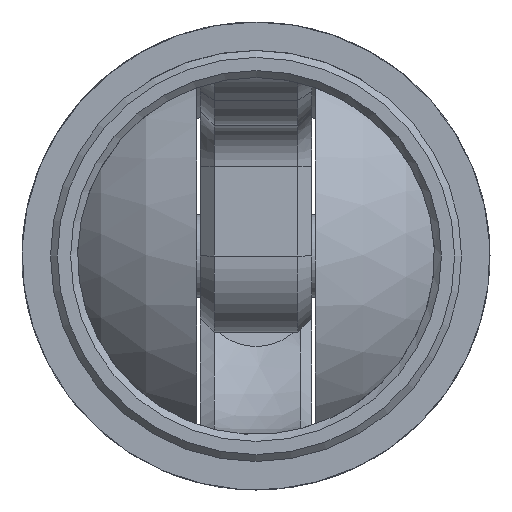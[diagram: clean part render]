
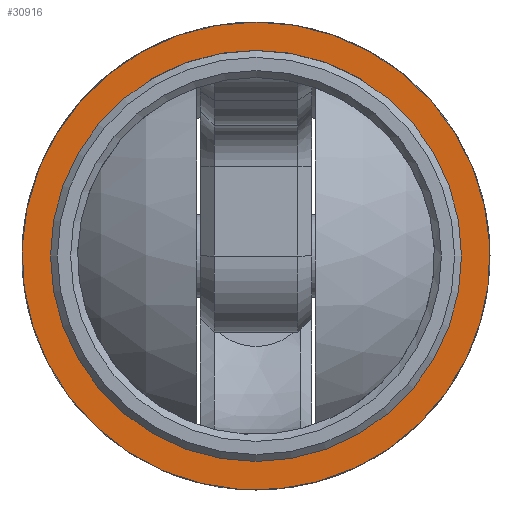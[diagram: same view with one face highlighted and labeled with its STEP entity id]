
A CAD part, front view. The second image highlights one B-rep face of the part: STEP entity #30916.
In plain terms, the highlighted planar face has unit normal (0, -1, 0).
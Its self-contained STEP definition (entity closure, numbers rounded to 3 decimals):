
#4552 = CARTESIAN_POINT ( 'NONE',  ( 0., 25., 0. ) ) ;
#5675 = VERTEX_POINT ( 'NONE', #26165 ) ;
#7206 = DIRECTION ( 'NONE',  ( 0., 0., 1. ) ) ;
#7722 = CARTESIAN_POINT ( 'NONE',  ( 0., 25., 0. ) ) ;
#14507 = AXIS2_PLACEMENT_3D ( 'NONE', #7722, #29648, #33138 ) ;
#15369 = CARTESIAN_POINT ( 'NONE',  ( 0., 25., 16.85 ) ) ;
#18595 = EDGE_LOOP ( 'NONE', ( #21358 ) ) ;
#21243 = AXIS2_PLACEMENT_3D ( 'NONE', #4552, #44190, #22566 ) ;
#21358 = ORIENTED_EDGE ( 'NONE', *, *, #23688, .T. ) ;
#22566 = DIRECTION ( 'NONE',  ( 0., 0., 1. ) ) ;
#22785 = ORIENTED_EDGE ( 'NONE', *, *, #35933, .F. ) ;
#23688 = EDGE_CURVE ( 'NONE', #5675, #5675, #37010, .T. ) ;
#25063 = DIRECTION ( 'NONE',  ( 0., 1., 0. ) ) ;
#26165 = CARTESIAN_POINT ( 'NONE',  ( 0., 25., 14.6 ) ) ;
#29340 = PLANE ( 'NONE',  #14507 ) ;
#29648 = DIRECTION ( 'NONE',  ( 0., 1., 0. ) ) ;
#30916 = ADVANCED_FACE ( 'NONE', ( #37365, #42415 ), #29340, .F. ) ;
#32145 = CARTESIAN_POINT ( 'NONE',  ( 0., 25., 0. ) ) ;
#33138 = DIRECTION ( 'NONE',  ( 0., 0., 1. ) ) ;
#35347 = AXIS2_PLACEMENT_3D ( 'NONE', #32145, #25063, #7206 ) ;
#35933 = EDGE_CURVE ( 'NONE', #36733, #36733, #42333, .T. ) ;
#36733 = VERTEX_POINT ( 'NONE', #15369 ) ;
#37010 = CIRCLE ( 'NONE', #35347, 14.6 ) ;
#37365 = FACE_BOUND ( 'NONE', #18595, .T. ) ;
#42333 = CIRCLE ( 'NONE', #21243, 16.85 ) ;
#42415 = FACE_OUTER_BOUND ( 'NONE', #45741, .T. ) ;
#44190 = DIRECTION ( 'NONE',  ( 0., 1., 0. ) ) ;
#45741 = EDGE_LOOP ( 'NONE', ( #22785 ) ) ;
